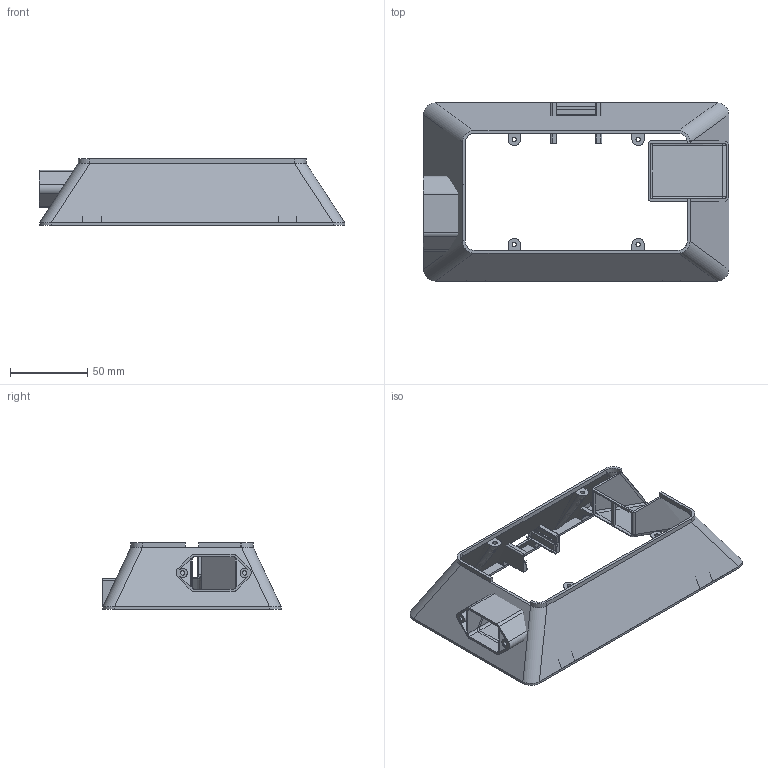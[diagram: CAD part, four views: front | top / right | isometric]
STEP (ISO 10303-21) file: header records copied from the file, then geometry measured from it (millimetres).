
FILE_DESCRIPTION(('FreeCAD Model'),'2;1');
FILE_NAME('main_enclosure.step','2019-04-13T00:04:05',('Anool'),( 'Wyolum'),'Open CASCADE STEP processor 7.3','FreeCAD','Unknown');
FILE_SCHEMA(('AUTOMOTIVE_DESIGN { 1 0 10303 214 1 1 1 1 }'));
Length unit declared in the file: millimetre
Products named in the file (11): front_face; power_socket_shell; cam_guide_R_mirror; cam_guide_L; Compound; back_border_mirror; back_border; screw_posts_(Mirror_#5); screw_posts; screw_posts_(Mirror_#7); screw_posts_(Mirror_#6)
Bounding box: 197.25 x 115 x 43 mm (x, y, z)
Volume: 59429.6 mm3; surface area: 81953.3 mm2
Topology: 12 solids, 12 shells, 293 faces, 811 edges, 536 vertices
Faces by surface type: plane 186, cylinder 63, bspline 32, offset 12
Full cylindrical faces by diameter (mm): 2.8 x6
Entity records: 13130 total; most frequent: CARTESIAN_POINT 5671, ORIENTED_EDGE 1622, DIRECTION 1284, EDGE_CURVE 811, LINE 542, VECTOR 542, VERTEX_POINT 536, AXIS2_PLACEMENT_3D 371
